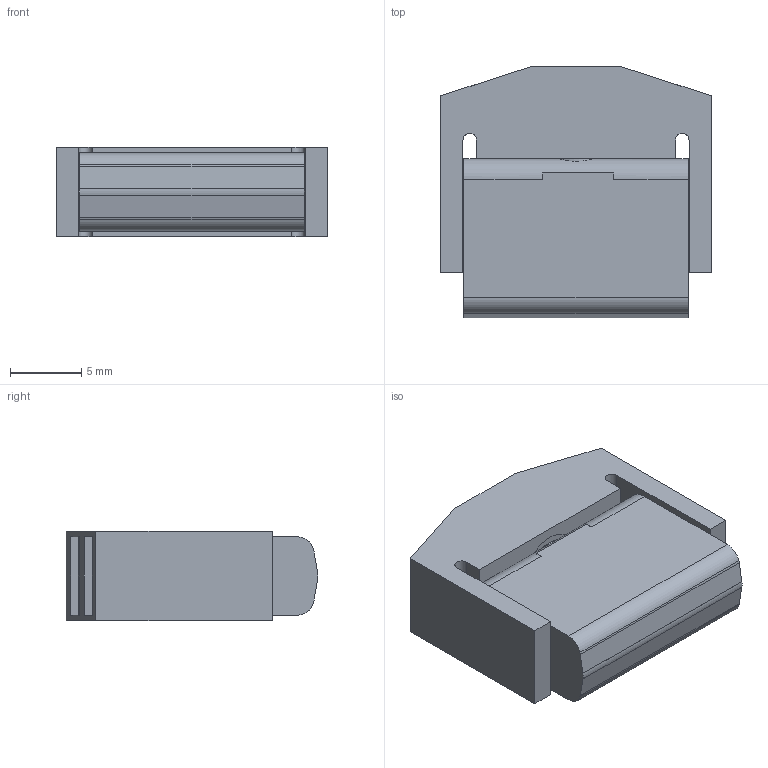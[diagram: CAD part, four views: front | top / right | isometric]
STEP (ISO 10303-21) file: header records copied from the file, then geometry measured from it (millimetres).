
FILE_DESCRIPTION (( 'STEP AP214' ), '1' );
FILE_NAME ('525371_IBK 4.STP', '2013-11-14T10:42:24', ( 'arge' ), ( 'Microsoft' ), 'SwSTEP 2.0', 'SolidWorks 2013', '' );
FILE_SCHEMA (( 'AUTOMOTIVE_DESIGN' ));
Length unit declared in the file: millimetre
Products named in the file (1): 525371_IBK 4
Bounding box: 19 x 17.7 x 6.3 mm (x, y, z)
Volume: 1733.4 mm3; surface area: 1383.1 mm2
Topology: 1 solids, 1 shells, 81 faces, 213 edges, 140 vertices
Faces by surface type: plane 61, cylinder 20
Entity records: 3355 total; most frequent: CARTESIAN_POINT 450, ORIENTED_EDGE 426, DIRECTION 419, EDGE_CURVE 213, VECTOR 169, LINE 169, VERTEX_POINT 140, AXIS2_PLACEMENT_3D 125
